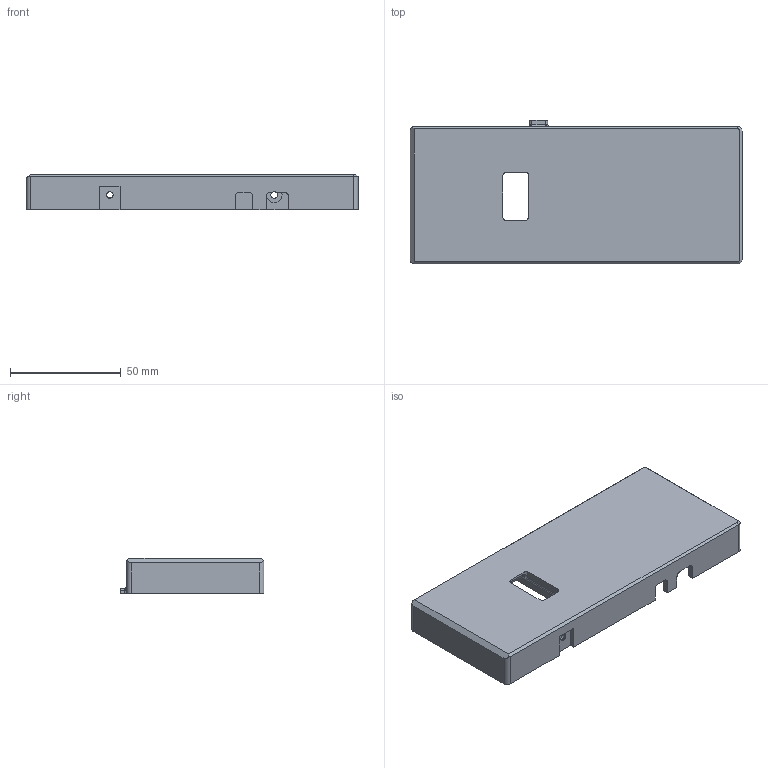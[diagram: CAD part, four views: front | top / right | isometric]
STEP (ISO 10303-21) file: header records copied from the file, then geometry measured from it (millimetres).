
FILE_DESCRIPTION (( 'STEP AP214' ), '1' );
FILE_NAME ('菁釱.STEP', '2025-03-17T00:56:40', ( '' ), ( '' ), 'SwSTEP 2.0', 'SolidWorks 2020', '' );
FILE_SCHEMA (( 'AUTOMOTIVE_DESIGN' ));
Length unit declared in the file: millimetre
Products named in the file (1): 菁釱
Bounding box: 150 x 64.99 x 16 mm (x, y, z)
Volume: 37570.8 mm3; surface area: 32266.1 mm2
Topology: 2 solids, 2 shells, 457 faces, 1279 edges, 828 vertices
Faces by surface type: cylinder 337, plane 83, bspline 17, torus 14, sphere 4, cone 2
Entity records: 29123 total; most frequent: CARTESIAN_POINT 18996, ORIENTED_EDGE 2546, DIRECTION 1737, EDGE_CURVE 1273, VERTEX_POINT 828, AXIS2_PLACEMENT_3D 607, VECTOR 523, LINE 523
